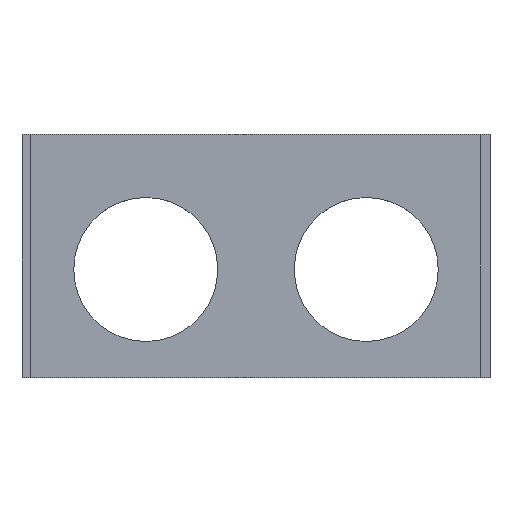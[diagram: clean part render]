
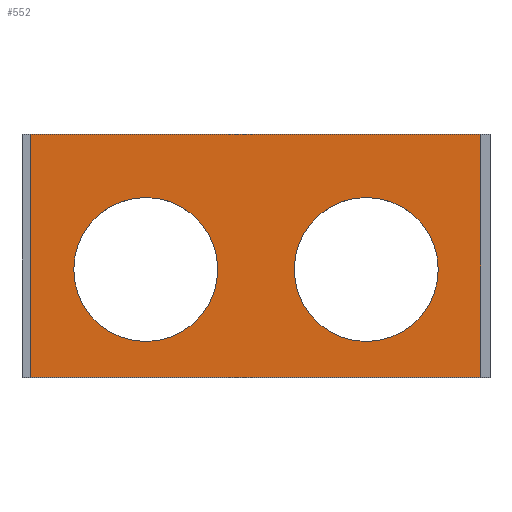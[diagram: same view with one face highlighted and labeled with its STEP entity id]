
A CAD part, top view. The second image highlights one B-rep face of the part: STEP entity #552.
In plain terms, the highlighted planar face has unit normal (0, 0, 1).
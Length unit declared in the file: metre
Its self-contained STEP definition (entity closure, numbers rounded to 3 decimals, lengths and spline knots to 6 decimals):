
#14=CIRCLE('',#596,0.008);
#15=CIRCLE('',#597,0.008);
#58=ORIENTED_EDGE('',*,*,#187,.F.);
#59=ORIENTED_EDGE('',*,*,#176,.T.);
#60=ORIENTED_EDGE('',*,*,#195,.T.);
#61=ORIENTED_EDGE('',*,*,#201,.F.);
#62=ORIENTED_EDGE('',*,*,#202,.F.);
#63=ORIENTED_EDGE('',*,*,#203,.F.);
#176=EDGE_CURVE('',#253,#252,#304,.T.);
#187=EDGE_CURVE('',#253,#254,#315,.T.);
#195=EDGE_CURVE('',#252,#267,#323,.T.);
#201=EDGE_CURVE('',#254,#267,#329,.T.);
#202=EDGE_CURVE('',#270,#270,#14,.T.);
#203=EDGE_CURVE('',#271,#271,#15,.T.);
#252=VERTEX_POINT('',#780);
#253=VERTEX_POINT('',#782);
#254=VERTEX_POINT('',#786);
#267=VERTEX_POINT('',#817);
#270=VERTEX_POINT('',#830);
#271=VERTEX_POINT('',#832);
#304=LINE('',#781,#376);
#315=LINE('',#802,#387);
#323=LINE('',#818,#395);
#329=LINE('',#827,#401);
#376=VECTOR('',#635,1.);
#387=VECTOR('',#648,1.);
#395=VECTOR('',#660,1.);
#401=VECTOR('',#668,1.);
#448=EDGE_LOOP('',(#58,#59,#60,#61));
#449=EDGE_LOOP('',(#62));
#450=EDGE_LOOP('',(#63));
#486=FACE_BOUND('',#448,.T.);
#487=FACE_BOUND('',#449,.T.);
#488=FACE_BOUND('',#450,.T.);
#524=PLANE('',#595);
#552=ADVANCED_FACE('',(#486,#487,#488),#524,.T.);
#595=AXIS2_PLACEMENT_3D('',#828,#669,#670);
#596=AXIS2_PLACEMENT_3D('',#829,#671,#672);
#597=AXIS2_PLACEMENT_3D('',#831,#673,#674);
#635=DIRECTION('',(0.,1.,0.));
#648=DIRECTION('',(-1.,0.,0.));
#660=DIRECTION('',(-1.,0.,0.));
#668=DIRECTION('',(0.,1.,0.));
#669=DIRECTION('',(0.,0.,1.));
#670=DIRECTION('',(1.,0.,0.));
#671=DIRECTION('',(0.,0.,1.));
#672=DIRECTION('',(1.,0.,0.));
#673=DIRECTION('',(0.,0.,1.));
#674=DIRECTION('',(1.,0.,0.));
#780=CARTESIAN_POINT('',(0.025,0.0135,0.005));
#781=CARTESIAN_POINT('',(0.025,0.,0.005));
#782=CARTESIAN_POINT('',(0.025,-0.0135,0.005));
#786=CARTESIAN_POINT('',(-0.025,-0.0135,0.005));
#802=CARTESIAN_POINT('',(0.,-0.0135,0.005));
#817=CARTESIAN_POINT('',(-0.025,0.0135,0.005));
#818=CARTESIAN_POINT('',(0.,0.0135,0.005));
#827=CARTESIAN_POINT('',(-0.025,0.,0.005));
#828=CARTESIAN_POINT('',(0.,0.,0.005));
#829=CARTESIAN_POINT('',(-0.01225,-0.0015,0.005));
#830=CARTESIAN_POINT('',(-0.00425,-0.0015,0.005));
#831=CARTESIAN_POINT('',(0.01225,-0.0015,0.005));
#832=CARTESIAN_POINT('',(0.02025,-0.0015,0.005));
